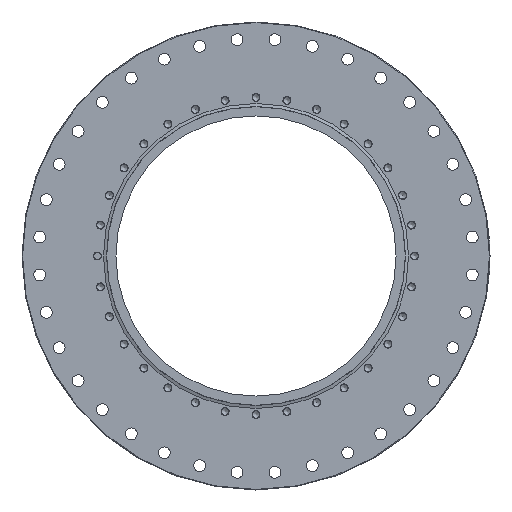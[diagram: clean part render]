
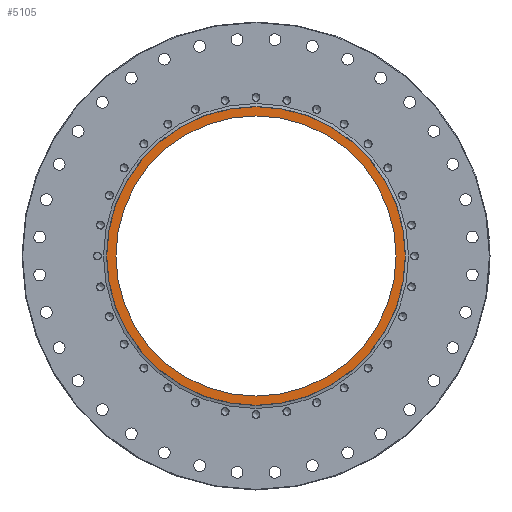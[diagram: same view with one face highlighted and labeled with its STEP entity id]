
A CAD part, front view. The second image highlights one B-rep face of the part: STEP entity #5105.
In plain terms, the highlighted planar face has unit normal (0, -1, 0).
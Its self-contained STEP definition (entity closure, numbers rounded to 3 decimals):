
#420=FACE_BOUND('',#1124,.T.);
#455=PLANE('',#5666);
#731=FACE_OUTER_BOUND('',#1123,.T.);
#1123=EDGE_LOOP('',(#4709));
#1124=EDGE_LOOP('',(#4710));
#1997=CIRCLE('',#5665,125.45);
#1998=CIRCLE('',#5667,133.714);
#2502=VERTEX_POINT('',#21552);
#2503=VERTEX_POINT('',#21556);
#3238=EDGE_CURVE('',#2502,#2502,#1997,.T.);
#3239=EDGE_CURVE('',#2503,#2503,#1998,.T.);
#4709=ORIENTED_EDGE('',*,*,#3239,.F.);
#4710=ORIENTED_EDGE('',*,*,#3238,.T.);
#5105=ADVANCED_FACE('',(#731,#420),#455,.T.);
#5665=AXIS2_PLACEMENT_3D('',#21554,#7020,#7021);
#5666=AXIS2_PLACEMENT_3D('',#21555,#7022,#7023);
#5667=AXIS2_PLACEMENT_3D('',#21557,#7024,#7025);
#7020=DIRECTION('center_axis',(0.,1.,0.));
#7021=DIRECTION('ref_axis',(1.,0.,0.));
#7022=DIRECTION('center_axis',(0.,-1.,0.));
#7023=DIRECTION('ref_axis',(0.,0.,-1.));
#7024=DIRECTION('center_axis',(0.,1.,0.));
#7025=DIRECTION('ref_axis',(1.,0.,0.));
#21552=CARTESIAN_POINT('',(125.45,1.17,0.));
#21554=CARTESIAN_POINT('Origin',(0.,1.17,0.));
#21555=CARTESIAN_POINT('Origin',(-133.714,1.17,0.));
#21556=CARTESIAN_POINT('',(133.714,1.17,0.));
#21557=CARTESIAN_POINT('Origin',(0.,1.17,0.));
